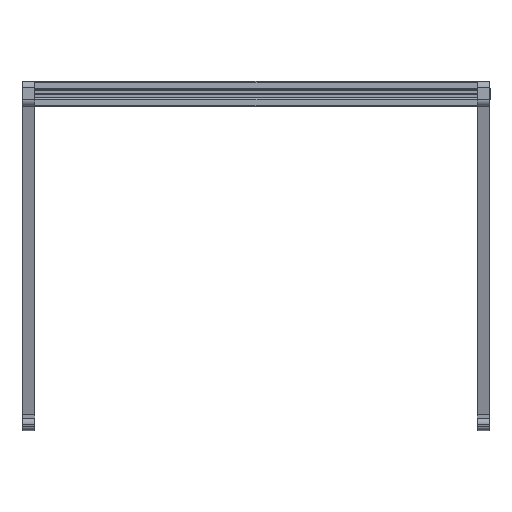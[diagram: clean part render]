
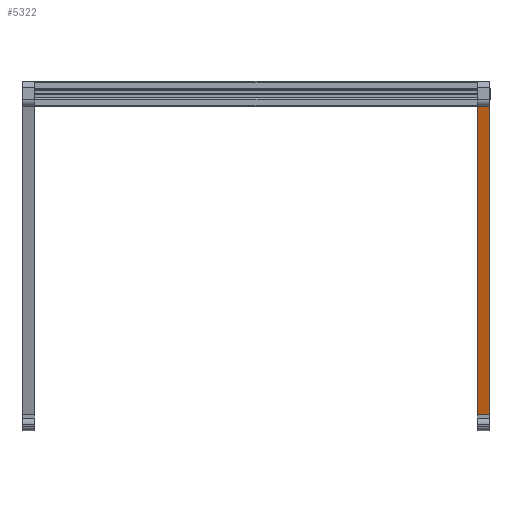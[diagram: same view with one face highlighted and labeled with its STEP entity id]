
A CAD part, top view. The second image highlights one B-rep face of the part: STEP entity #5322.
In plain terms, the highlighted planar face has unit normal (0, -0.259, 0.966).
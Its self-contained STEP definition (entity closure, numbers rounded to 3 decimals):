
#344=PLANE('',#5678);
#572=FACE_OUTER_BOUND('',#859,.T.);
#859=EDGE_LOOP('',(#4498,#4499,#4500,#4501));
#1330=LINE('',#8227,#1920);
#1341=LINE('',#8267,#1931);
#1364=LINE('',#8333,#1954);
#1371=LINE('',#8346,#1961);
#1920=VECTOR('',#6481,10.);
#1931=VECTOR('',#6514,10.);
#1954=VECTOR('',#6591,10.);
#1961=VECTOR('',#6610,10.);
#2548=VERTEX_POINT('',#8224);
#2549=VERTEX_POINT('',#8226);
#2566=VERTEX_POINT('',#8264);
#2567=VERTEX_POINT('',#8266);
#3201=EDGE_CURVE('',#2548,#2549,#1330,.T.);
#3221=EDGE_CURVE('',#2566,#2567,#1341,.T.);
#3254=EDGE_CURVE('',#2567,#2548,#1364,.T.);
#3261=EDGE_CURVE('',#2566,#2549,#1371,.T.);
#4498=ORIENTED_EDGE('',*,*,#3221,.F.);
#4499=ORIENTED_EDGE('',*,*,#3261,.T.);
#4500=ORIENTED_EDGE('',*,*,#3201,.F.);
#4501=ORIENTED_EDGE('',*,*,#3254,.F.);
#5322=ADVANCED_FACE('',(#572),#344,.T.);
#5678=AXIS2_PLACEMENT_3D('',#8345,#6608,#6609);
#6481=DIRECTION('',(0.,-0.966,-0.259));
#6514=DIRECTION('',(0.,0.966,0.259));
#6591=DIRECTION('',(1.,0.,0.));
#6608=DIRECTION('center_axis',(0.,-0.259,0.966));
#6609=DIRECTION('ref_axis',(0.,-0.966,-0.259));
#6610=DIRECTION('',(1.,0.,0.));
#8224=CARTESIAN_POINT('',(10.,251.141,67.293));
#8226=CARTESIAN_POINT('',(10.,0.,0.));
#8227=CARTESIAN_POINT('',(10.,0.,0.));
#8264=CARTESIAN_POINT('',(0.,0.,0.));
#8266=CARTESIAN_POINT('',(0.,251.141,67.293));
#8267=CARTESIAN_POINT('',(0.,0.,0.));
#8333=CARTESIAN_POINT('',(0.,251.141,67.293));
#8345=CARTESIAN_POINT('Origin',(0.,251.141,67.293));
#8346=CARTESIAN_POINT('',(0.,0.,0.));
